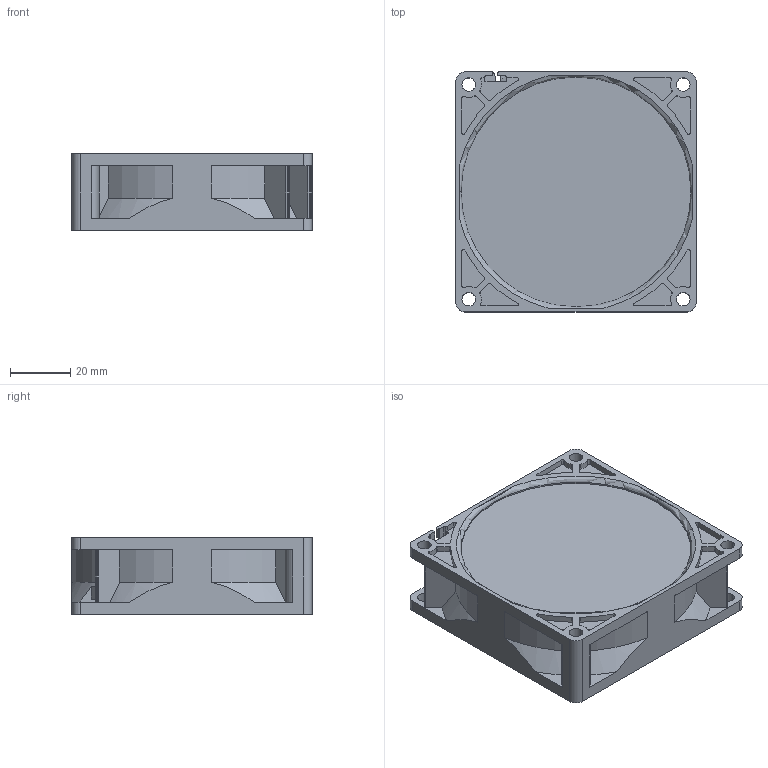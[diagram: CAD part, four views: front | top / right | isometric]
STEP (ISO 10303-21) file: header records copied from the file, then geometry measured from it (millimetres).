
FILE_DESCRIPTION (( 'STEP AP203' ), '1' );
FILE_NAME ('QFR0812GJ-00P0_3D.STEP', '2021-03-11T02:40:33', ( '' ), ( '' ), 'SwSTEP 2.0', 'SolidWorks 2016', '' );
FILE_SCHEMA (( 'CONFIG_CONTROL_DESIGN' ));
Length unit declared in the file: millimetre
Products named in the file (1): QFR0812GJ-00P0_3D
Bounding box: 80 x 80 x 25.4 mm (x, y, z)
Volume: 129772.6 mm3; surface area: 28330.5 mm2
Topology: 1 solids, 1 shells, 325 faces, 891 edges, 592 vertices
Faces by surface type: cylinder 156, plane 113, bspline 31, cone 15, torus 10
Entity records: 17872 total; most frequent: CARTESIAN_POINT 9607, ORIENTED_EDGE 1782, DIRECTION 1653, EDGE_CURVE 891, AXIS2_PLACEMENT_3D 633, VERTEX_POINT 592, LINE 387, VECTOR 387
